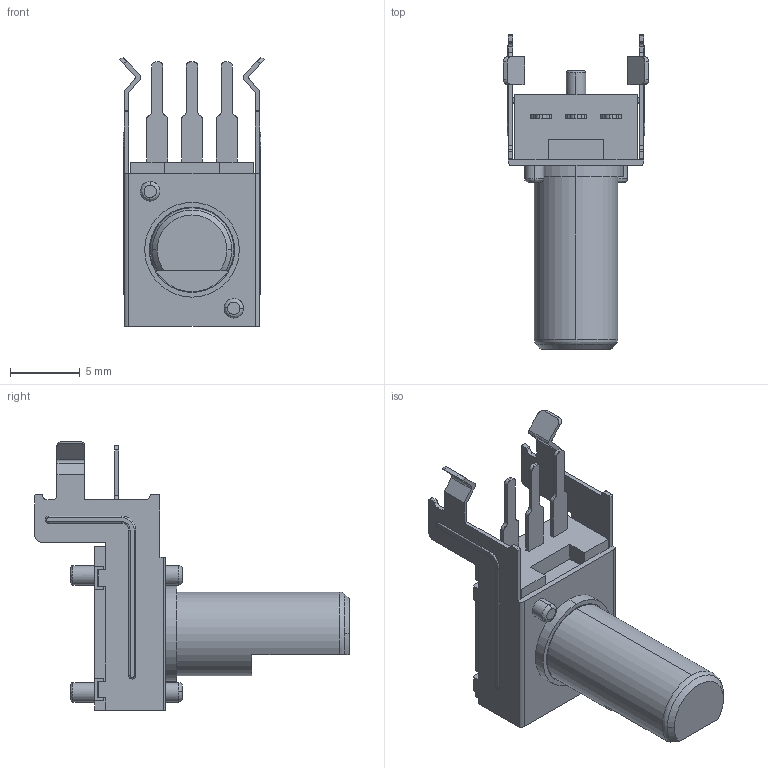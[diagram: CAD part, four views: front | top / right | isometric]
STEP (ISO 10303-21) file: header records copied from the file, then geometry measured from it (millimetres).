
FILE_DESCRIPTION (( 'STEP AP214' ), '1' );
FILE_NAME ('E348CBFC-E244-4AFD-A931-1745B5AD29A0.STEP', '2022-11-03T15:26:49', ( '' ), ( '' ), 'SwSTEP 2.0', 'SolidWorks 2022', '' );
FILE_SCHEMA (( 'AUTOMOTIVE_DESIGN' ));
Length unit declared in the file: millimetre
Products named in the file (1): E348CBFC-E244-4AFD-A931-1745B5AD29A0
Bounding box: 10.47 x 22.6 x 19.3 mm (x, y, z)
Volume: 759 mm3; surface area: 1447.7 mm2
Topology: 2 solids, 4 shells, 259 faces, 698 edges, 466 vertices
Faces by surface type: plane 147, cylinder 92, bspline 17, cone 3
Entity records: 8459 total; most frequent: CARTESIAN_POINT 1847, ORIENTED_EDGE 1396, DIRECTION 1358, EDGE_CURVE 698, VERTEX_POINT 466, LINE 456, VECTOR 456, AXIS2_PLACEMENT_3D 451
